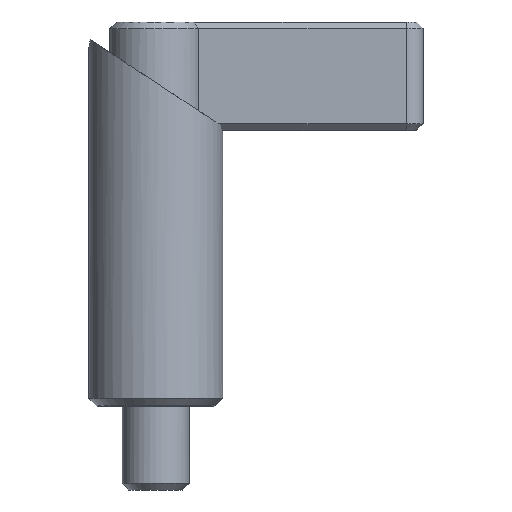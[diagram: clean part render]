
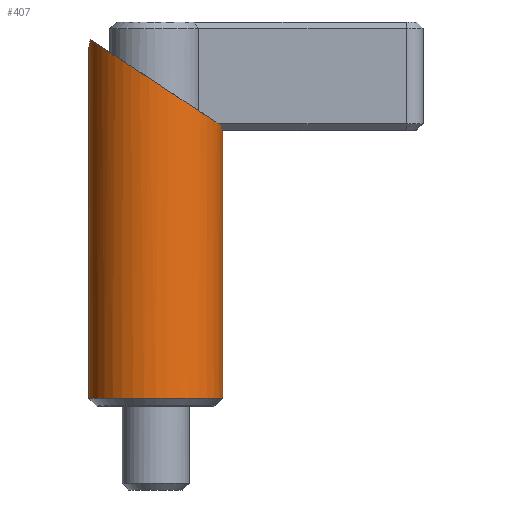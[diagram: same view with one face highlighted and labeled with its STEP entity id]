
A CAD part, front view. The second image highlights one B-rep face of the part: STEP entity #407.
In plain terms, the highlighted cylindrical face has radius 8 mm (diameter 16 mm), a partial arc.
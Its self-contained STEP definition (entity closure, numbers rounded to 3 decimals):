
#207=VERTEX_POINT('',#535);
#227=VERTEX_POINT('',#558);
#335=VERTEX_POINT('',#678);
#367=EDGE_CURVE('',#335,#431,#713,.T.);
#395=VERTEX_POINT('',#745);
#407=ADVANCED_FACE('',(#757),#758,.T.);
#431=VERTEX_POINT('',#784);
#449=EDGE_CURVE('',#335,#227,#806,.T.);
#471=EDGE_CURVE('',#207,#395,#830,.T.);
#477=EDGE_CURVE('',#395,#227,#836,.T.);
#483=EDGE_CURVE('',#207,#431,#843,.T.);
#535=CARTESIAN_POINT('',(8.0,0.,33.5));
#558=CARTESIAN_POINT('',(-8.,0.,42.888));
#678=CARTESIAN_POINT('',(-8.0,0.,1.));
#713=CIRCLE('',#1136,8.0);
#745=CARTESIAN_POINT('',(-7.838,-1.603,43.894));
#757=FACE_OUTER_BOUND('',#1196,.T.);
#758=CYLINDRICAL_SURFACE('',#1197,8.0);
#784=CARTESIAN_POINT('',(8.0,0.,1.));
#806=LINE('',#1263,#1264);
#830=ELLIPSE('',#1294,9.569,8.0);
#836=B_SPLINE_CURVE_WITH_KNOTS('',3,(#1302,#1303,#1304,#1305,#1306,#1307,#1308,#1309,#1310,#1311,#1312,#1313,#1314,#1315),.UNSPECIFIED.,.F.,.F.,(4,2,2,2,2,2,4),(0.768,1.009,1.346,1.682,2.019,2.355,2.692),.UNSPECIFIED.);
#843=LINE('',#1324,#1325);
#1136=AXIS2_PLACEMENT_3D('',#1596,#1597,#1598);
#1196=EDGE_LOOP('',(#1645,#1646,#1647,#1648,#1649));
#1197=AXIS2_PLACEMENT_3D('',#1650,#1651,#1652);
#1263=CARTESIAN_POINT('',(-8.0,0.,22.5));
#1264=VECTOR('',#1712,1.0);
#1294=AXIS2_PLACEMENT_3D('',#1731,#1732,#1733);
#1302=CARTESIAN_POINT('',(-7.838,-1.603,43.894));
#1303=CARTESIAN_POINT('',(-7.845,-1.566,43.817));
#1304=CARTESIAN_POINT('',(-7.854,-1.524,43.743));
#1305=CARTESIAN_POINT('',(-7.875,-1.411,43.577));
#1306=CARTESIAN_POINT('',(-7.888,-1.337,43.488));
#1307=CARTESIAN_POINT('',(-7.913,-1.18,43.33));
#1308=CARTESIAN_POINT('',(-7.926,-1.091,43.256));
#1309=CARTESIAN_POINT('',(-7.95,-0.897,43.125));
#1310=CARTESIAN_POINT('',(-7.961,-0.792,43.069));
#1311=CARTESIAN_POINT('',(-7.98,-0.573,42.978));
#1312=CARTESIAN_POINT('',(-7.988,-0.458,42.944));
#1313=CARTESIAN_POINT('',(-7.998,-0.228,42.898));
#1314=CARTESIAN_POINT('',(-8.,-0.112,42.888));
#1315=CARTESIAN_POINT('',(-8.,0.,42.888));
#1324=CARTESIAN_POINT('',(8.0,0.,22.5));
#1325=VECTOR('',#1748,1.0);
#1596=CARTESIAN_POINT('',(0.,0.,1.));
#1597=DIRECTION('',(0.,0.,1.0));
#1598=DIRECTION('',(-1.0,0.,0.));
#1645=ORIENTED_EDGE('',*,*,#449,.F.);
#1646=ORIENTED_EDGE('',*,*,#367,.T.);
#1647=ORIENTED_EDGE('',*,*,#483,.F.);
#1648=ORIENTED_EDGE('',*,*,#471,.T.);
#1649=ORIENTED_EDGE('',*,*,#477,.T.);
#1650=CARTESIAN_POINT('',(0.,0.,22.5));
#1651=DIRECTION('',(0.,0.,-1.0));
#1652=DIRECTION('',(-1.0,0.,0.));
#1712=DIRECTION('',(0.,0.,1.0));
#1731=CARTESIAN_POINT('',(0.,0.,38.75));
#1732=DIRECTION('',(-0.549,0.,-0.836));
#1733=DIRECTION('',(-0.836,0.,0.549));
#1748=DIRECTION('',(0.,0.,-1.0));
